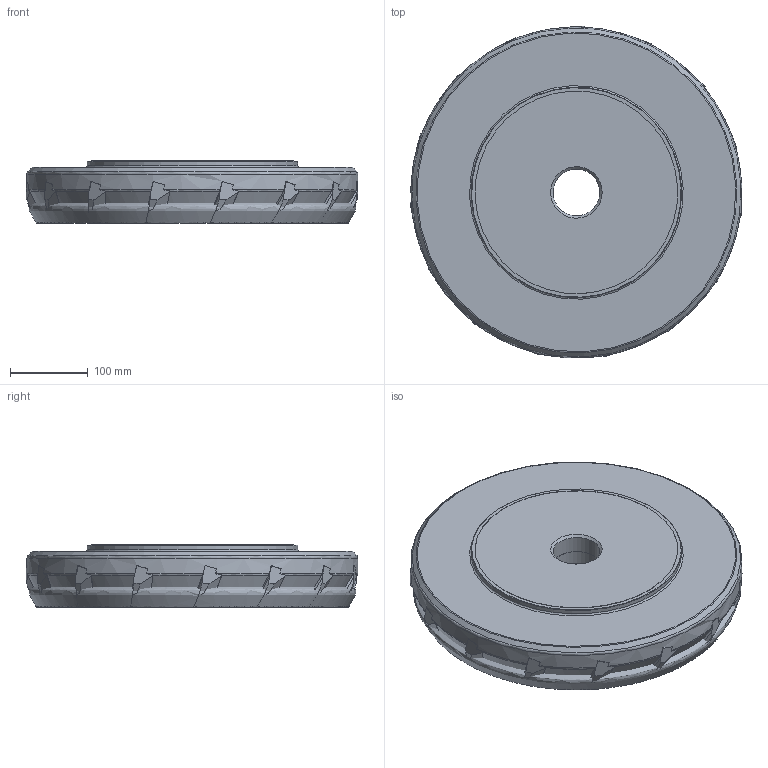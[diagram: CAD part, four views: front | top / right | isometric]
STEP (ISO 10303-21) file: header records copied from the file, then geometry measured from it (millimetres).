
FILE_DESCRIPTION(/* description */ (''),/* implementation_level */ '2;1');
FILE_NAME(/* name */ '1558607227894.stp',/* time_stamp */ '2019-05-23T15:57:21+05:00',/* author */ (''),/* organization */ ('SMS'),/* preprocessor_version */ 'ST-DEVELOPER v15',/* originating_system */ 'SIEMENS PLM Software NX 8.5',/* authorisation */ '');
FILE_SCHEMA (('AUTOMOTIVE_DESIGN { 1 0 10303 214 3 1 1 1 }'));
Length unit declared in the file: millimetre
Products named in the file (4): ASSEMBLY_CONSTRUCTION; 202246447mod000_01; 202275797mod000_00; 202275794mod000_00
Assembly tree (3 placements, depth 2):
  202275794mod000_00
    202275797mod000_00
    202246447mod000_01
    ASSEMBLY_CONSTRUCTION
Bounding box: 425.18 x 425.24 x 80 mm (x, y, z)
Volume: 7758338.4 mm3; surface area: 501889.9 mm2
Topology: 2 solids, 4 shells, 464 faces, 1316 edges, 898 vertices
Faces by surface type: plane 338, torus 51, cone 37, cylinder 37, bspline 1
Full cylindrical faces by diameter (mm): 60.015 x1, 60.3 x1, 260 x1, 270 x1, 300 x1, 424.548 x1
Entity records: 26186 total; most frequent: CARTESIAN_POINT 14468, ORIENTED_EDGE 2568, DIRECTION 2074, EDGE_CURVE 1284, VERTEX_POINT 867, LINE 750, VECTOR 750, AXIS2_PLACEMENT_3D 662
